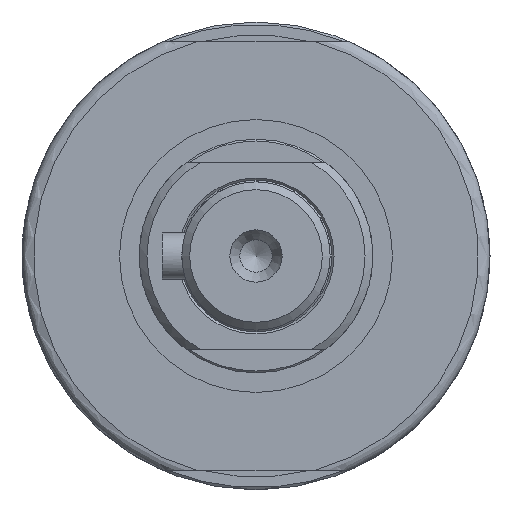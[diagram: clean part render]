
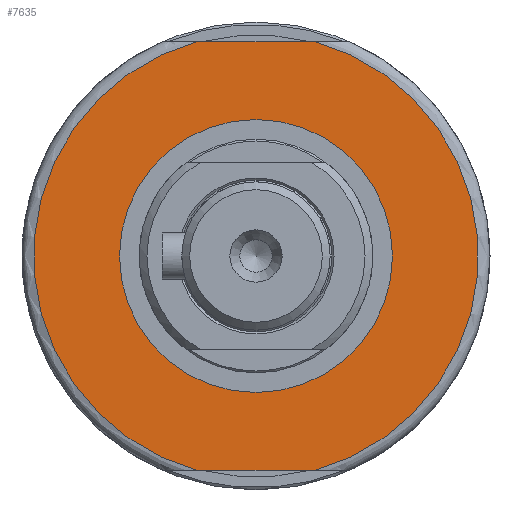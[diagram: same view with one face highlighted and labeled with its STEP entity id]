
A CAD part, left-side view. The second image highlights one B-rep face of the part: STEP entity #7635.
In plain terms, the highlighted planar face has unit normal (-1, 0, 0).
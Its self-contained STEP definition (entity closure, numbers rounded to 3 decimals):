
#184=FACE_BOUND('',#945,.T.);
#222=PLANE('',#8257);
#448=FACE_OUTER_BOUND('',#944,.T.);
#944=EDGE_LOOP('',(#4984,#4985,#4986,#4987));
#945=EDGE_LOOP('',(#4988,#4989));
#1461=LINE('',#12047,#1938);
#1464=LINE('',#12091,#1941);
#1938=VECTOR('',#9430,10.);
#1941=VECTOR('',#9435,10.);
#2431=CIRCLE('',#8258,28.5);
#2432=CIRCLE('',#8259,28.5);
#2433=CIRCLE('',#8260,17.5);
#2434=CIRCLE('',#8261,17.5);
#3019=VERTEX_POINT('',#12031);
#3020=VERTEX_POINT('',#12046);
#3025=VERTEX_POINT('',#12075);
#3026=VERTEX_POINT('',#12090);
#3030=VERTEX_POINT('',#12127);
#3031=VERTEX_POINT('',#12128);
#3784=EDGE_CURVE('',#3020,#3019,#1461,.T.);
#3791=EDGE_CURVE('',#3026,#3025,#1464,.T.);
#3802=EDGE_CURVE('',#3026,#3019,#2431,.T.);
#3803=EDGE_CURVE('',#3020,#3025,#2432,.T.);
#3804=EDGE_CURVE('',#3030,#3031,#2433,.T.);
#3805=EDGE_CURVE('',#3031,#3030,#2434,.T.);
#4984=ORIENTED_EDGE('',*,*,#3784,.T.);
#4985=ORIENTED_EDGE('',*,*,#3802,.F.);
#4986=ORIENTED_EDGE('',*,*,#3791,.T.);
#4987=ORIENTED_EDGE('',*,*,#3803,.F.);
#4988=ORIENTED_EDGE('',*,*,#3804,.T.);
#4989=ORIENTED_EDGE('',*,*,#3805,.T.);
#7635=ADVANCED_FACE('',(#448,#184),#222,.T.);
#8257=AXIS2_PLACEMENT_3D('',#12124,#9459,#9460);
#8258=AXIS2_PLACEMENT_3D('',#12125,#9461,#9462);
#8259=AXIS2_PLACEMENT_3D('',#12126,#9463,#9464);
#8260=AXIS2_PLACEMENT_3D('',#12129,#9465,#9466);
#8261=AXIS2_PLACEMENT_3D('',#12130,#9467,#9468);
#9430=DIRECTION('',(0.,-1.,0.));
#9435=DIRECTION('',(0.,1.,0.));
#9459=DIRECTION('center_axis',(-1.,0.,0.));
#9460=DIRECTION('ref_axis',(0.,0.,-1.));
#9461=DIRECTION('center_axis',(1.,0.,0.));
#9462=DIRECTION('ref_axis',(0.,-1.,0.));
#9463=DIRECTION('center_axis',(1.,0.,0.));
#9464=DIRECTION('ref_axis',(0.,-1.,0.));
#9465=DIRECTION('center_axis',(1.,0.,0.));
#9466=DIRECTION('ref_axis',(0.,-1.,0.));
#9467=DIRECTION('center_axis',(1.,0.,0.));
#9468=DIRECTION('ref_axis',(0.,-1.,0.));
#12031=CARTESIAN_POINT('',(-96.,-7.483,-27.5));
#12046=CARTESIAN_POINT('',(-96.,7.483,-27.5));
#12047=CARTESIAN_POINT('',(-96.,-24.063,-27.5));
#12075=CARTESIAN_POINT('',(-96.,7.483,27.5));
#12090=CARTESIAN_POINT('',(-96.,-7.483,27.5));
#12091=CARTESIAN_POINT('',(-96.,1.553,27.5));
#12124=CARTESIAN_POINT('Origin',(-96.,-23.,0.));
#12125=CARTESIAN_POINT('Origin',(-96.,0.,
0.));
#12126=CARTESIAN_POINT('Origin',(-96.,0.,
0.));
#12127=CARTESIAN_POINT('',(-96.,-17.5,0.));
#12128=CARTESIAN_POINT('',(-96.,17.5,0.));
#12129=CARTESIAN_POINT('Origin',(-96.,0.,
0.));
#12130=CARTESIAN_POINT('Origin',(-96.,0.,
0.));
